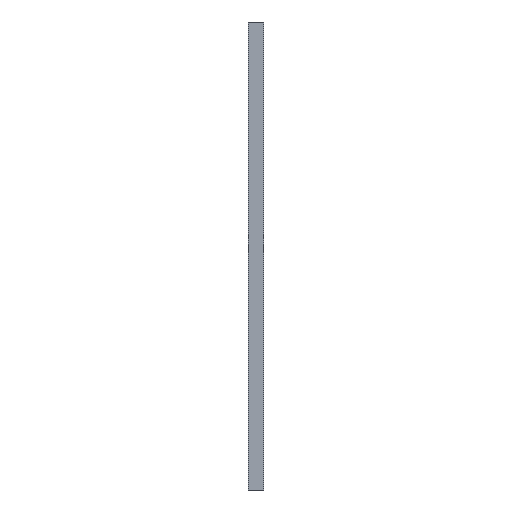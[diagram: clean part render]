
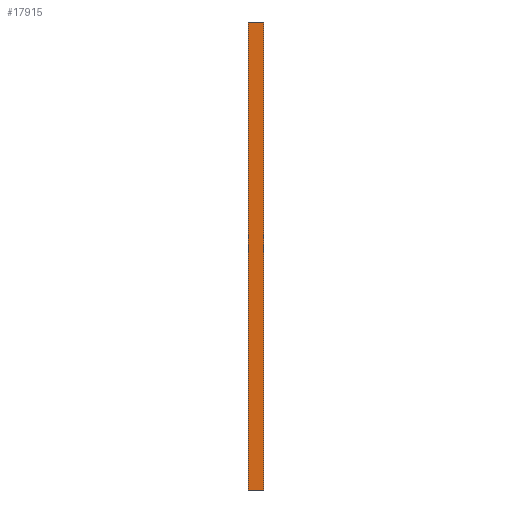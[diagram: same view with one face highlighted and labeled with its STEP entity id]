
A CAD part, left-side view. The second image highlights one B-rep face of the part: STEP entity #17915.
In plain terms, the highlighted planar face has unit normal (-1, 0, 0).
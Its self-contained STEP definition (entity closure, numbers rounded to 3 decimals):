
#191=DIRECTION('',(0.,-1.,0.));
#192=VECTOR('',#191,65.5);
#193=CARTESIAN_POINT('',(-85.,65.5,0.));
#194=LINE('',#193,#192);
#3619=DIRECTION('',(0.,0.,1.));
#3620=VECTOR('',#3619,2000.);
#3621=CARTESIAN_POINT('',(-85.,0.,0.));
#3622=LINE('',#3621,#3620);
#6983=DIRECTION('',(0.,0.,1.));
#6984=VECTOR('',#6983,2000.);
#6985=CARTESIAN_POINT('',(-85.,65.5,0.));
#6986=LINE('',#6985,#6984);
#7127=DIRECTION('',(0.,-1.,0.));
#7128=VECTOR('',#7127,65.5);
#7129=CARTESIAN_POINT('',(-85.,65.5,2000.));
#7130=LINE('',#7129,#7128);
#10587=CARTESIAN_POINT('',(-85.,65.5,0.));
#10588=VERTEX_POINT('',#10587);
#10589=CARTESIAN_POINT('',(-85.,0.,0.));
#10590=VERTEX_POINT('',#10589);
#10635=CARTESIAN_POINT('',(-85.,65.5,2000.));
#10636=VERTEX_POINT('',#10635);
#10637=CARTESIAN_POINT('',(-85.,0.,2000.));
#10638=VERTEX_POINT('',#10637);
#17902=CARTESIAN_POINT('',(-85.,65.5,0.));
#17903=DIRECTION('',(-1.,0.,0.));
#17904=DIRECTION('',(0.,-1.,0.));
#17905=AXIS2_PLACEMENT_3D('',#17902,#17903,#17904);
#17906=PLANE('',#17905);
#17907=ORIENTED_EDGE('',*,*,#14102,.F.);
#17909=ORIENTED_EDGE('',*,*,#17908,.T.);
#17911=ORIENTED_EDGE('',*,*,#17910,.T.);
#17912=ORIENTED_EDGE('',*,*,#16038,.F.);
#17913=EDGE_LOOP('',(#17907,#17909,#17911,#17912));
#17914=FACE_OUTER_BOUND('',#17913,.F.);
#14102=EDGE_CURVE('',#10588,#10590,#194,.T.);
#16038=EDGE_CURVE('',#10590,#10638,#3622,.T.);
#17908=EDGE_CURVE('',#10588,#10636,#6986,.T.);
#17910=EDGE_CURVE('',#10636,#10638,#7130,.T.);
#17915=ADVANCED_FACE('',(#17914),#17906,.T.);
